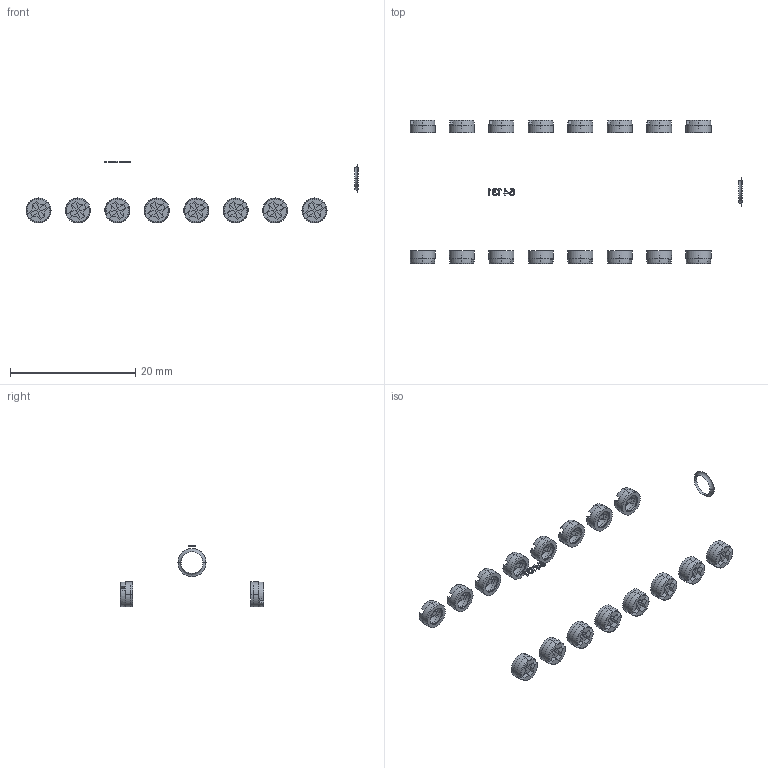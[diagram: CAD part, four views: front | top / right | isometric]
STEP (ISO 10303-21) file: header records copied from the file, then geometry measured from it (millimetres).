
FILE_DESCRIPTION(('Creo Elements/Direct Modeling STEP Export'),'2;1');
FILE_NAME('0ln7uvk44uku7673768','2016-09-29T 9:56:57',(''),(''),'PTC Creo Elements/Direct Modeling STEP processor for AP214 (Solid Model)','PTC Creo Elements/Direct Modeling 19.0E 27-Jun-2016 (C) Parametric Technology GmbH','');
FILE_SCHEMA(('AUTOMOTIVE_DESIGN { 1 0 10303 214 1 1 1 1 }'));
Products named in the file (2): CDAF_16_X
Assembly tree (1 placements, depth 2):
  CDAF_16_X
    CDAF_16_X
Bounding box: 53.05 x 23 x 9.9 mm (x, y, z)
Volume: 42.5 mm3; surface area: 2219.8 mm2
Topology: 22 solids, 49 shells, 1084 faces, 2577 edges, 1552 vertices
Faces by surface type: plane 856, torus 162, cylinder 34, cone 32
Entity records: 90652 total; most frequent: CARTESIAN_POINT 16898, ORIENTED_EDGE 13542, DIRECTION 10222, EDGE_CURVE 6703, VECTOR 5226, LINE 5226, VERTEX_POINT 4856, AXIS2_PLACEMENT_3D 2498
